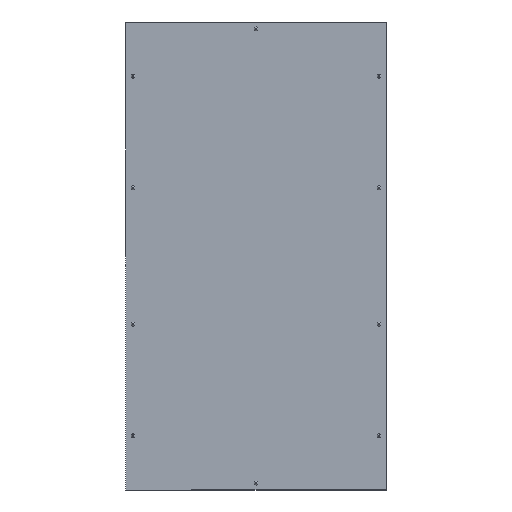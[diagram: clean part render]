
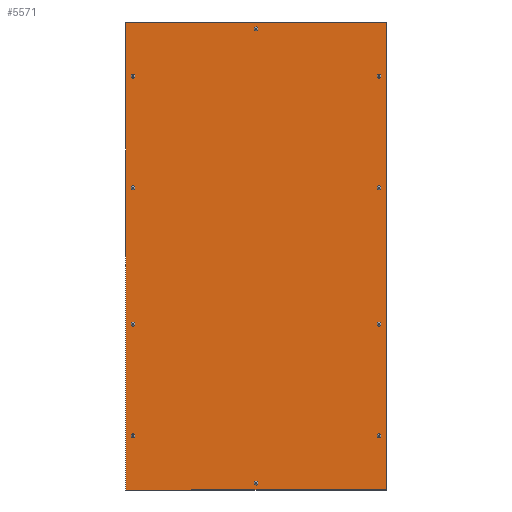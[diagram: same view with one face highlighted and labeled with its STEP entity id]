
A CAD part, left-side view. The second image highlights one B-rep face of the part: STEP entity #5571.
In plain terms, the highlighted planar face has unit normal (-1, 0, 0).
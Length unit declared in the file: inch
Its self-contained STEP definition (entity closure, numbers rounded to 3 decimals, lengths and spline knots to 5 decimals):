
#56 = EDGE_CURVE ( 'NONE', #9923, #9923, #1890, .T. ) ;
#229 = DIRECTION ( 'NONE',  ( 0., 0., -1. ) ) ;
#232 = ORIENTED_EDGE ( 'NONE', *, *, #7481, .T. ) ;
#306 = DIRECTION ( 'NONE',  ( 0., -1., 0. ) ) ;
#500 = CARTESIAN_POINT ( 'NONE',  ( -0.05906, 18.2874, -10.23622 ) ) ;
#652 = FACE_BOUND ( 'NONE', #11056, .T. ) ;
#714 = DIRECTION ( 'NONE',  ( 1., 0., 0. ) ) ;
#795 = LINE ( 'NONE', #8008, #2453 ) ;
#892 = EDGE_CURVE ( 'NONE', #1472, #9654, #6841, .T. ) ;
#1191 = CARTESIAN_POINT ( 'NONE',  ( -0.05906, -19.54724, -35.11811 ) ) ;
#1299 = EDGE_CURVE ( 'NONE', #9654, #4551, #1528, .T. ) ;
#1331 = LINE ( 'NONE', #9639, #7439 ) ;
#1391 = CARTESIAN_POINT ( 'NONE',  ( -0.05906, -0.17717, 34.09449 ) ) ;
#1472 = VERTEX_POINT ( 'NONE', #4783 ) ;
#1492 = CIRCLE ( 'NONE', #2580, 0.17717 ) ;
#1528 = LINE ( 'NONE', #11668, #12475 ) ;
#1604 = CIRCLE ( 'NONE', #7904, 0.17717 ) ;
#1890 = CIRCLE ( 'NONE', #11025, 0.17717 ) ;
#1942 = CARTESIAN_POINT ( 'NONE',  ( -0.05906, 18.46457, 10.23622 ) ) ;
#2142 = VERTEX_POINT ( 'NONE', #10525 ) ;
#2328 = ORIENTED_EDGE ( 'NONE', *, *, #892, .T. ) ;
#2354 = EDGE_LOOP ( 'NONE', ( #5824 ) ) ;
#2453 = VECTOR ( 'NONE', #9102, 39.37008 ) ;
#2494 = DIRECTION ( 'NONE',  ( -1., 0., 0. ) ) ;
#2528 = DIRECTION ( 'NONE',  ( 0., -1., 0. ) ) ;
#2565 = FACE_BOUND ( 'NONE', #7971, .T. ) ;
#2580 = AXIS2_PLACEMENT_3D ( 'NONE', #10528, #4325, #3431 ) ;
#2631 = FACE_OUTER_BOUND ( 'NONE', #13408, .T. ) ;
#2748 = CARTESIAN_POINT ( 'NONE',  ( -0.05906, -18.64173, 10.23622 ) ) ;
#2757 = EDGE_CURVE ( 'NONE', #13126, #13126, #12045, .T. ) ;
#2767 = VERTEX_POINT ( 'NONE', #6909 ) ;
#2831 = DIRECTION ( 'NONE',  ( 0., -1., 0. ) ) ;
#2899 = CARTESIAN_POINT ( 'NONE',  ( -0.05906, -18.64173, -10.23622 ) ) ;
#2902 = EDGE_CURVE ( 'NONE', #2767, #2767, #1604, .T. ) ;
#2922 = CARTESIAN_POINT ( 'NONE',  ( -0.05906, -18.46457, 26.9685 ) ) ;
#3267 = VERTEX_POINT ( 'NONE', #1191 ) ;
#3291 = DIRECTION ( 'NONE',  ( 0., -1., 0. ) ) ;
#3431 = DIRECTION ( 'NONE',  ( 0., -1., 0. ) ) ;
#3670 = EDGE_LOOP ( 'NONE', ( #5555 ) ) ;
#3786 = CARTESIAN_POINT ( 'NONE',  ( -0.05906, -18.64173, 26.9685 ) ) ;
#3852 = DIRECTION ( 'NONE',  ( 0., -1., 0. ) ) ;
#4325 = DIRECTION ( 'NONE',  ( 1., 0., 0. ) ) ;
#4436 = ORIENTED_EDGE ( 'NONE', *, *, #5785, .T. ) ;
#4541 = CIRCLE ( 'NONE', #11285, 0.17717 ) ;
#4551 = VERTEX_POINT ( 'NONE', #6770 ) ;
#4553 = ORIENTED_EDGE ( 'NONE', *, *, #56, .T. ) ;
#4666 = FACE_BOUND ( 'NONE', #3670, .T. ) ;
#4738 = AXIS2_PLACEMENT_3D ( 'NONE', #10436, #12338, #11451 ) ;
#4783 = CARTESIAN_POINT ( 'NONE',  ( -0.05906, -19.54724, 35.11811 ) ) ;
#4865 = DIRECTION ( 'NONE',  ( 1., 0., 0. ) ) ;
#5097 = EDGE_CURVE ( 'NONE', #11474, #11474, #6681, .T. ) ;
#5271 = DIRECTION ( 'NONE',  ( 0., -1., 0. ) ) ;
#5378 = CARTESIAN_POINT ( 'NONE',  ( -0.05906, 19.54724, 35.11811 ) ) ;
#5545 = FACE_BOUND ( 'NONE', #6677, .T. ) ;
#5555 = ORIENTED_EDGE ( 'NONE', *, *, #6222, .T. ) ;
#5571 = ADVANCED_FACE ( 'NONE', ( #4666, #11008, #5545, #7662, #11825, #652, #10741, #2565, #8817, #9783, #2631 ), #12852, .T. ) ;
#5609 = DIRECTION ( 'NONE',  ( 0., -1., 0. ) ) ;
#5735 = ORIENTED_EDGE ( 'NONE', *, *, #5097, .T. ) ;
#5785 = EDGE_CURVE ( 'NONE', #9498, #9498, #12745, .T. ) ;
#5824 = ORIENTED_EDGE ( 'NONE', *, *, #13445, .T. ) ;
#5836 = DIRECTION ( 'NONE',  ( 0., -1., 0. ) ) ;
#5919 = AXIS2_PLACEMENT_3D ( 'NONE', #8276, #12647, #5271 ) ;
#5936 = VERTEX_POINT ( 'NONE', #2748 ) ;
#6044 = EDGE_LOOP ( 'NONE', ( #6516 ) ) ;
#6088 = CARTESIAN_POINT ( 'NONE',  ( -0.05906, 18.2874, 10.23622 ) ) ;
#6178 = DIRECTION ( 'NONE',  ( 1., 0., 0. ) ) ;
#6215 = ORIENTED_EDGE ( 'NONE', *, *, #8073, .T. ) ;
#6222 = EDGE_CURVE ( 'NONE', #2142, #2142, #7199, .T. ) ;
#6480 = CARTESIAN_POINT ( 'NONE',  ( -0.05906, 18.2874, -26.9685 ) ) ;
#6516 = ORIENTED_EDGE ( 'NONE', *, *, #2902, .T. ) ;
#6549 = VERTEX_POINT ( 'NONE', #500 ) ;
#6557 = EDGE_LOOP ( 'NONE', ( #6215 ) ) ;
#6677 = EDGE_LOOP ( 'NONE', ( #7825 ) ) ;
#6681 = CIRCLE ( 'NONE', #4738, 0.17717 ) ;
#6770 = CARTESIAN_POINT ( 'NONE',  ( -0.05906, 19.54724, -35.11811 ) ) ;
#6777 = CARTESIAN_POINT ( 'NONE',  ( -0.05906, 0., 35.11811 ) ) ;
#6841 = LINE ( 'NONE', #6777, #9372 ) ;
#6909 = CARTESIAN_POINT ( 'NONE',  ( -0.05906, -18.64173, -26.9685 ) ) ;
#7061 = DIRECTION ( 'NONE',  ( 1., 0., 0. ) ) ;
#7199 = CIRCLE ( 'NONE', #10917, 0.17717 ) ;
#7200 = CARTESIAN_POINT ( 'NONE',  ( -0.05906, -18.46457, -26.9685 ) ) ;
#7316 = CIRCLE ( 'NONE', #12088, 0.17717 ) ;
#7397 = ORIENTED_EDGE ( 'NONE', *, *, #8652, .T. ) ;
#7439 = VECTOR ( 'NONE', #306, 39.37008 ) ;
#7481 = EDGE_CURVE ( 'NONE', #6549, #6549, #11801, .T. ) ;
#7662 = FACE_BOUND ( 'NONE', #2354, .T. ) ;
#7825 = ORIENTED_EDGE ( 'NONE', *, *, #2757, .T. ) ;
#7904 = AXIS2_PLACEMENT_3D ( 'NONE', #7200, #6178, #12729 ) ;
#7971 = EDGE_LOOP ( 'NONE', ( #4553 ) ) ;
#8008 = CARTESIAN_POINT ( 'NONE',  ( -0.05906, -19.54724, 0. ) ) ;
#8073 = EDGE_CURVE ( 'NONE', #11669, #11669, #1492, .T. ) ;
#8204 = EDGE_LOOP ( 'NONE', ( #7397 ) ) ;
#8276 = CARTESIAN_POINT ( 'NONE',  ( -0.05906, 18.46457, -10.23622 ) ) ;
#8277 = ORIENTED_EDGE ( 'NONE', *, *, #10370, .T. ) ;
#8620 = CARTESIAN_POINT ( 'NONE',  ( -0.05906, 0., 0. ) ) ;
#8652 = EDGE_CURVE ( 'NONE', #10663, #10663, #4541, .T. ) ;
#8817 = FACE_BOUND ( 'NONE', #6557, .T. ) ;
#9023 = DIRECTION ( 'NONE',  ( 0., 1., 0. ) ) ;
#9102 = DIRECTION ( 'NONE',  ( 0., 0., 1. ) ) ;
#9357 = CARTESIAN_POINT ( 'NONE',  ( -0.05906, -18.46457, -10.23622 ) ) ;
#9372 = VECTOR ( 'NONE', #9023, 39.37008 ) ;
#9446 = ORIENTED_EDGE ( 'NONE', *, *, #10672, .T. ) ;
#9498 = VERTEX_POINT ( 'NONE', #6088 ) ;
#9637 = AXIS2_PLACEMENT_3D ( 'NONE', #8620, #2494, #5609 ) ;
#9639 = CARTESIAN_POINT ( 'NONE',  ( -0.05906, 0., -35.11811 ) ) ;
#9654 = VERTEX_POINT ( 'NONE', #5378 ) ;
#9783 = FACE_BOUND ( 'NONE', #10162, .T. ) ;
#9923 = VERTEX_POINT ( 'NONE', #2899 ) ;
#10162 = EDGE_LOOP ( 'NONE', ( #5735 ) ) ;
#10370 = EDGE_CURVE ( 'NONE', #3267, #1472, #795, .T. ) ;
#10380 = ORIENTED_EDGE ( 'NONE', *, *, #1299, .T. ) ;
#10436 = CARTESIAN_POINT ( 'NONE',  ( -0.05906, 0., -34.09449 ) ) ;
#10525 = CARTESIAN_POINT ( 'NONE',  ( -0.05906, 18.2874, 26.9685 ) ) ;
#10528 = CARTESIAN_POINT ( 'NONE',  ( -0.05906, 0., 34.09449 ) ) ;
#10659 = EDGE_LOOP ( 'NONE', ( #4436 ) ) ;
#10663 = VERTEX_POINT ( 'NONE', #6480 ) ;
#10672 = EDGE_CURVE ( 'NONE', #4551, #3267, #1331, .T. ) ;
#10741 = FACE_BOUND ( 'NONE', #6044, .T. ) ;
#10770 = DIRECTION ( 'NONE',  ( 1., 0., 0. ) ) ;
#10917 = AXIS2_PLACEMENT_3D ( 'NONE', #12819, #10770, #2528 ) ;
#11008 = FACE_BOUND ( 'NONE', #10659, .T. ) ;
#11025 = AXIS2_PLACEMENT_3D ( 'NONE', #9357, #11468, #3291 ) ;
#11056 = EDGE_LOOP ( 'NONE', ( #232 ) ) ;
#11230 = DIRECTION ( 'NONE',  ( 0., -1., 0. ) ) ;
#11285 = AXIS2_PLACEMENT_3D ( 'NONE', #12810, #11774, #5836 ) ;
#11451 = DIRECTION ( 'NONE',  ( 0., -1., 0. ) ) ;
#11468 = DIRECTION ( 'NONE',  ( 1., 0., 0. ) ) ;
#11474 = VERTEX_POINT ( 'NONE', #12571 ) ;
#11668 = CARTESIAN_POINT ( 'NONE',  ( -0.05906, 19.54724, 0. ) ) ;
#11669 = VERTEX_POINT ( 'NONE', #1391 ) ;
#11774 = DIRECTION ( 'NONE',  ( 1., 0., 0. ) ) ;
#11801 = CIRCLE ( 'NONE', #5919, 0.17717 ) ;
#11825 = FACE_BOUND ( 'NONE', #8204, .T. ) ;
#12045 = CIRCLE ( 'NONE', #12694, 0.17717 ) ;
#12088 = AXIS2_PLACEMENT_3D ( 'NONE', #12164, #4865, #2831 ) ;
#12164 = CARTESIAN_POINT ( 'NONE',  ( -0.05906, -18.46457, 10.23622 ) ) ;
#12338 = DIRECTION ( 'NONE',  ( 1., 0., 0. ) ) ;
#12475 = VECTOR ( 'NONE', #229, 39.37008 ) ;
#12571 = CARTESIAN_POINT ( 'NONE',  ( -0.05906, -0.17717, -34.09449 ) ) ;
#12647 = DIRECTION ( 'NONE',  ( 1., 0., 0. ) ) ;
#12694 = AXIS2_PLACEMENT_3D ( 'NONE', #2922, #7061, #11230 ) ;
#12729 = DIRECTION ( 'NONE',  ( 0., -1., 0. ) ) ;
#12745 = CIRCLE ( 'NONE', #13185, 0.17717 ) ;
#12810 = CARTESIAN_POINT ( 'NONE',  ( -0.05906, 18.46457, -26.9685 ) ) ;
#12819 = CARTESIAN_POINT ( 'NONE',  ( -0.05906, 18.46457, 26.9685 ) ) ;
#12852 = PLANE ( 'NONE',  #9637 ) ;
#13126 = VERTEX_POINT ( 'NONE', #3786 ) ;
#13185 = AXIS2_PLACEMENT_3D ( 'NONE', #1942, #714, #3852 ) ;
#13408 = EDGE_LOOP ( 'NONE', ( #2328, #10380, #9446, #8277 ) ) ;
#13445 = EDGE_CURVE ( 'NONE', #5936, #5936, #7316, .T. ) ;
